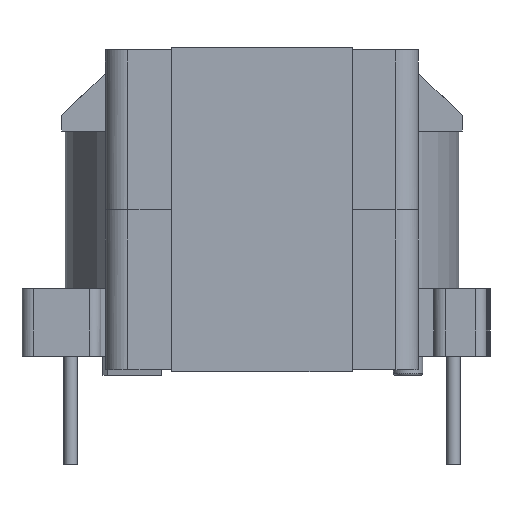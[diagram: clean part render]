
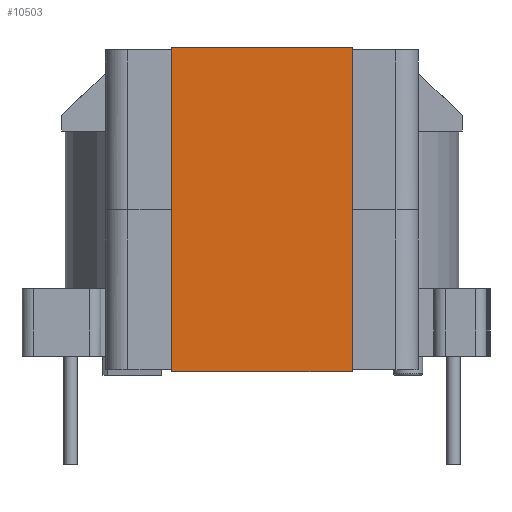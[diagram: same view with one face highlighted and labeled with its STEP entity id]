
A CAD part, front view. The second image highlights one B-rep face of the part: STEP entity #10503.
In plain terms, the highlighted free-form (B-spline) face has degree [1, 1] with [2, 2] control points.
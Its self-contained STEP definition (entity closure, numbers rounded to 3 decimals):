
#9270 = VERTEX_POINT('',#9271);
#9271 = CARTESIAN_POINT('',(-5.709,-14.842,
    5.28));
#9276 = EDGE_CURVE('',#9277,#9270,#9279,.T.);
#9277 = VERTEX_POINT('',#9278);
#9278 = CARTESIAN_POINT('',(5.709,-14.842,5.28
    ));
#9279 = B_SPLINE_CURVE_WITH_KNOTS('',1,(#9280,#9281),.UNSPECIFIED.,.F.,
  .F.,(2,2),(-0.,8.),.PIECEWISE_BEZIER_KNOTS.);
#9280 = CARTESIAN_POINT('',(5.709,-14.842,5.28
    ));
#9281 = CARTESIAN_POINT('',(-5.709,-14.842,
    5.28));
#10392 = EDGE_CURVE('',#9277,#10393,#10395,.T.);
#10393 = VERTEX_POINT('',#10394);
#10394 = CARTESIAN_POINT('',(5.709,-14.842,
    -15.27));
#10395 = B_SPLINE_CURVE_WITH_KNOTS('',1,(#10396,#10397),.UNSPECIFIED.,
  .F.,.F.,(2,2),(-0.1,14.3),.PIECEWISE_BEZIER_KNOTS.);
#10396 = CARTESIAN_POINT('',(5.709,-14.842,
    5.28));
#10397 = CARTESIAN_POINT('',(5.709,-14.842,
    -15.27));
#10458 = VERTEX_POINT('',#10459);
#10459 = CARTESIAN_POINT('',(-5.709,-14.842,
    -15.27));
#10464 = EDGE_CURVE('',#9270,#10458,#10465,.T.);
#10465 = B_SPLINE_CURVE_WITH_KNOTS('',1,(#10466,#10467),.UNSPECIFIED.,
  .F.,.F.,(2,2),(-0.1,14.3),.PIECEWISE_BEZIER_KNOTS.);
#10466 = CARTESIAN_POINT('',(-5.709,-14.842,
    5.28));
#10467 = CARTESIAN_POINT('',(-5.709,-14.842,
    -15.27));
#10503 = ADVANCED_FACE('',(#10504),#10514,.F.);
#10504 = FACE_BOUND('',#10505,.T.);
#10505 = EDGE_LOOP('',(#10506,#10507,#10512,#10513));
#10506 = ORIENTED_EDGE('',*,*,#10464,.T.);
#10507 = ORIENTED_EDGE('',*,*,#10508,.F.);
#10508 = EDGE_CURVE('',#10393,#10458,#10509,.T.);
#10509 = B_SPLINE_CURVE_WITH_KNOTS('',1,(#10510,#10511),.UNSPECIFIED.,
  .F.,.F.,(2,2),(-0.,8.),.PIECEWISE_BEZIER_KNOTS.);
#10510 = CARTESIAN_POINT('',(5.709,-14.842,
    -15.27));
#10511 = CARTESIAN_POINT('',(-5.709,-14.842,
    -15.27));
#10512 = ORIENTED_EDGE('',*,*,#10392,.F.);
#10513 = ORIENTED_EDGE('',*,*,#9276,.T.);
#10514 = B_SPLINE_SURFACE_WITH_KNOTS('',1,1,(
    (#10515,#10516)
    ,(#10517,#10518
    )),.UNSPECIFIED.,.F.,.F.,.F.,(2,2),(2,2),(-14.3,0.1),(-8.,0.),
  .PIECEWISE_BEZIER_KNOTS.);
#10515 = CARTESIAN_POINT('',(-5.709,-14.842,
    -15.27));
#10516 = CARTESIAN_POINT('',(5.709,-14.842,
    -15.27));
#10517 = CARTESIAN_POINT('',(-5.709,-14.842,
    5.28));
#10518 = CARTESIAN_POINT('',(5.709,-14.842,
    5.28));
